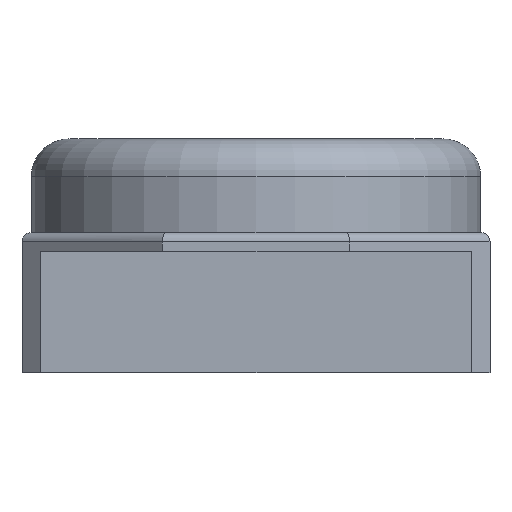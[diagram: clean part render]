
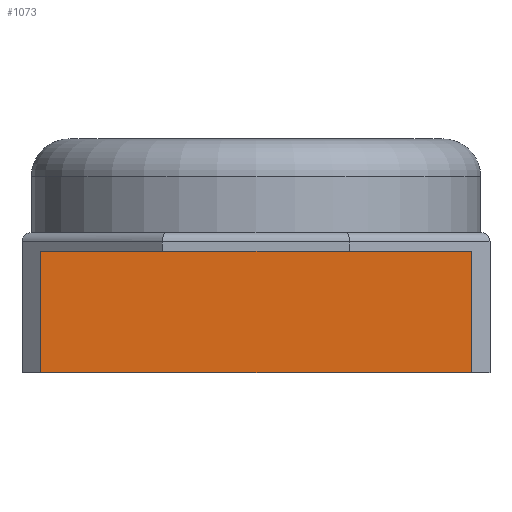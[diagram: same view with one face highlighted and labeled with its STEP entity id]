
A CAD part, left-side view. The second image highlights one B-rep face of the part: STEP entity #1073.
In plain terms, the highlighted planar face has unit normal (-1, 0, 0).
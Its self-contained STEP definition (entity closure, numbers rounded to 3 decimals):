
#13=DIRECTION('',(0.,0.,1.));
#27=VECTOR('',#13,1.);
#144=DIRECTION('',(1.,0.,0.));
#208=VECTOR('',#209,1.);
#209=DIRECTION('',(0.,-1.,0.));
#824=VERTEX_POINT('',#825);
#825=CARTESIAN_POINT('',(-1.6,-1.15,0.01));
#830=VERTEX_POINT('',#831);
#831=CARTESIAN_POINT('',(-1.6,1.15,0.01));
#834=EDGE_CURVE('',#830,#824,#835,.T.);
#835=LINE('',#831,#208);
#914=VERTEX_POINT('',#915);
#915=CARTESIAN_POINT('',(-1.6,1.15,0.66));
#918=EDGE_CURVE('',#830,#914,#919,.T.);
#919=LINE('',#831,#27);
#1058=EDGE_CURVE('',#824,#1059,#1061,.T.);
#1059=VERTEX_POINT('',#1060);
#1060=CARTESIAN_POINT('',(-1.6,-1.15,0.66));
#1061=LINE('',#825,#27);
#1073=ADVANCED_FACE('',(#1074),#1082,.F.);
#1074=FACE_BOUND('',#1075,.F.);
#1075=EDGE_LOOP('',(#1076,#1077,#1080,#1081));
#1076=ORIENTED_EDGE('',*,*,#918,.T.);
#1077=ORIENTED_EDGE('',*,*,#1078,.T.);
#1078=EDGE_CURVE('',#914,#1059,#1079,.T.);
#1079=LINE('',#915,#208);
#1080=ORIENTED_EDGE('',*,*,#1058,.F.);
#1081=ORIENTED_EDGE('',*,*,#834,.F.);
#1082=PLANE('',#1083);
#1083=AXIS2_PLACEMENT_3D('',#831,#144,#209);
